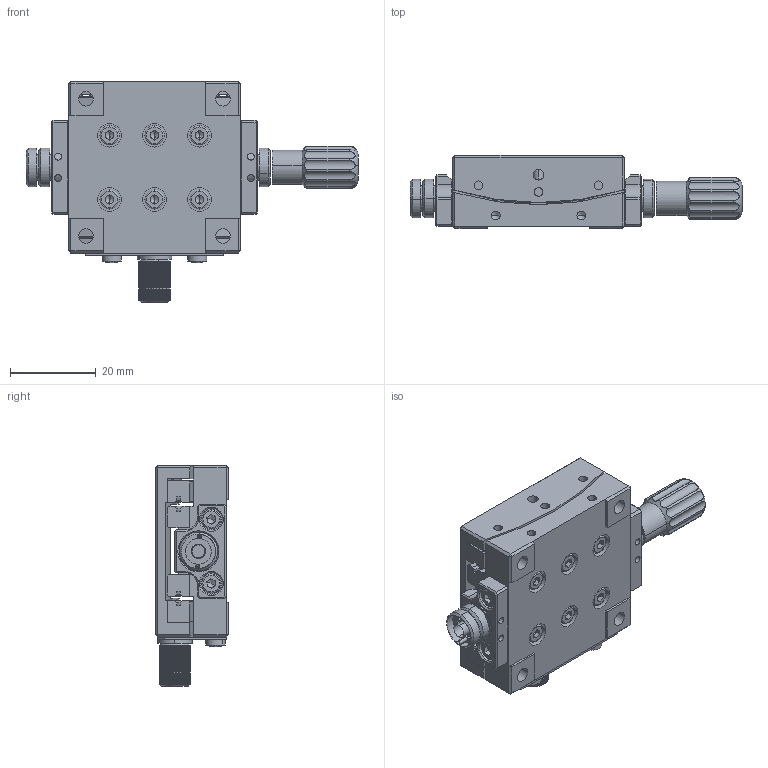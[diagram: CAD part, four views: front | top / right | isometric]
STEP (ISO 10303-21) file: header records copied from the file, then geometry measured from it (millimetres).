
FILE_DESCRIPTION (( 'STEP AP214' ), '1' );
FILE_NAME ('KSMG10-40.step', '2019-12-04T02:19:57', ( '' ), ( '' ), 'SwSTEP 2.0', 'SolidWorks 2017', '' );
FILE_SCHEMA (( 'AUTOMOTIVE_DESIGN' ));
Length unit declared in the file: millimetre
Products named in the file (1): KSMG10-40
Bounding box: 77.5 x 17 x 51.5 mm (x, y, z)
Volume: 23433.7 mm3; surface area: 23232.1 mm2
Topology: 39 solids, 39 shells, 1773 faces, 5002 edges, 3210 vertices
Faces by surface type: plane 773, cylinder 626, cone 156, torus 146, sphere 72
Entity records: 79671 total; most frequent: CARTESIAN_POINT 15810, ORIENTED_EDGE 9540, DIRECTION 8750, EDGE_CURVE 4770, AXIS2_PLACEMENT_3D 3314, VERTEX_POINT 3090, LINE 2122, VECTOR 2122
